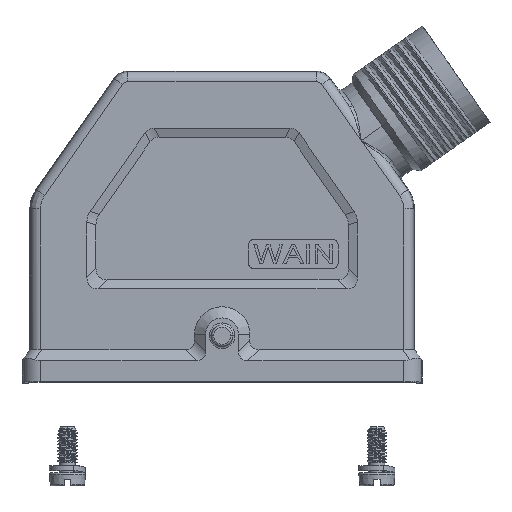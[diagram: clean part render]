
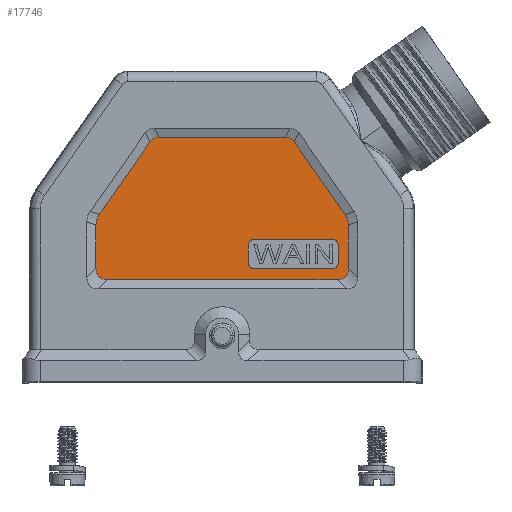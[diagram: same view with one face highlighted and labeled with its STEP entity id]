
A CAD part, top view. The second image highlights one B-rep face of the part: STEP entity #17746.
In plain terms, the highlighted planar face has unit normal (0, 0, 1).
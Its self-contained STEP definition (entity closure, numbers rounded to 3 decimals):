
#4334=DIRECTION('',(0.,-1.,0.));
#4335=VECTOR('',#4334,2.8);
#4336=CARTESIAN_POINT('',(33.,18.6,-0.75));
#4337=LINE('',#4336,#4335);
#4341=CARTESIAN_POINT('',(33.8,15.8,-0.75));
#4342=DIRECTION('',(0.,0.,1.));
#4343=DIRECTION('',(-1.,0.,0.));
#4344=AXIS2_PLACEMENT_3D('',#4341,#4342,#4343);
#4349=DIRECTION('',(1.,0.,0.));
#4350=VECTOR('',#4349,12.);
#4351=CARTESIAN_POINT('',(33.8,15.,-0.75));
#4352=LINE('',#4351,#4350);
#4356=CARTESIAN_POINT('',(45.8,15.8,-0.75));
#4357=DIRECTION('',(0.,0.,1.));
#4358=DIRECTION('',(0.,-1.,0.));
#4359=AXIS2_PLACEMENT_3D('',#4356,#4357,#4358);
#4364=DIRECTION('',(0.,1.,0.));
#4365=VECTOR('',#4364,2.8);
#4366=CARTESIAN_POINT('',(46.6,15.8,-0.75));
#4367=LINE('',#4366,#4365);
#4371=CARTESIAN_POINT('',(45.8,18.6,-0.75));
#4372=DIRECTION('',(0.,0.,1.));
#4373=DIRECTION('',(1.,0.,0.));
#4374=AXIS2_PLACEMENT_3D('',#4371,#4372,#4373);
#4379=DIRECTION('',(-1.,0.,0.));
#4380=VECTOR('',#4379,12.);
#4381=CARTESIAN_POINT('',(45.8,19.4,-0.75));
#4382=LINE('',#4381,#4380);
#4386=CARTESIAN_POINT('',(33.8,18.6,-0.75));
#4387=DIRECTION('',(0.,0.,1.));
#4388=DIRECTION('',(0.,1.,0.));
#4389=AXIS2_PLACEMENT_3D('',#4386,#4387,#4388);
#4394=CARTESIAN_POINT('',(9.836,15.005,-0.75));
#4395=CARTESIAN_POINT('',(9.836,14.435,-0.75));
#4396=CARTESIAN_POINT('',(10.134,13.593,-0.75));
#4397=CARTESIAN_POINT('',(10.976,13.295,-0.75));
#4398=CARTESIAN_POINT('',(11.546,13.295,-0.75));
#4403=CARTESIAN_POINT('',(10.331,23.239,-0.75));
#4404=CARTESIAN_POINT('',(10.001,22.768,-0.75));
#4405=CARTESIAN_POINT('',(9.836,22.245,-0.75));
#4406=CARTESIAN_POINT('',(9.836,21.67,-0.75));
#4411=DIRECTION('',(0.574,0.819,0.));
#4412=VECTOR('',#4411,13.422);
#4413=CARTESIAN_POINT('',(10.331,23.239,-0.75));
#4414=LINE('',#4413,#4412);
#4418=CARTESIAN_POINT('',(19.431,34.964,-0.75));
#4419=CARTESIAN_POINT('',(18.837,34.964,-0.75));
#4420=CARTESIAN_POINT('',(18.37,34.721,-0.75));
#4421=CARTESIAN_POINT('',(18.03,34.234,-0.75));
#4426=CARTESIAN_POINT('',(39.97,34.234,-0.75));
#4427=CARTESIAN_POINT('',(39.63,34.721,-0.75));
#4428=CARTESIAN_POINT('',(39.163,34.964,-0.75));
#4429=CARTESIAN_POINT('',(38.569,34.964,-0.75));
#4434=DIRECTION('',(0.574,-0.819,0.));
#4435=VECTOR('',#4434,13.422);
#4436=CARTESIAN_POINT('',(39.97,34.234,-0.75));
#4437=LINE('',#4436,#4435);
#4441=CARTESIAN_POINT('',(48.164,21.67,-0.75));
#4442=CARTESIAN_POINT('',(48.164,22.245,-0.75));
#4443=CARTESIAN_POINT('',(47.999,22.768,-0.75));
#4444=CARTESIAN_POINT('',(47.669,23.239,-0.75));
#4449=CARTESIAN_POINT('',(46.454,13.295,-0.75));
#4450=CARTESIAN_POINT('',(47.024,13.295,-0.75));
#4451=CARTESIAN_POINT('',(47.866,13.593,-0.75));
#4452=CARTESIAN_POINT('',(48.164,14.435,-0.75));
#4453=CARTESIAN_POINT('',(48.164,15.005,-0.75));
#5572=DIRECTION('',(1.,0.,0.));
#5573=VECTOR('',#5572,34.907);
#5574=CARTESIAN_POINT('',(11.546,13.295,-0.75));
#5575=LINE('',#5574,#5573);
#5609=DIRECTION('',(0.,1.,0.));
#5610=VECTOR('',#5609,6.665);
#5611=CARTESIAN_POINT('',(48.164,15.005,-0.75));
#5612=LINE('',#5611,#5610);
#5681=DIRECTION('',(-1.,0.,0.));
#5682=VECTOR('',#5681,19.139);
#5683=CARTESIAN_POINT('',(38.569,34.964,-0.75));
#5684=LINE('',#5683,#5682);
#5709=DIRECTION('',(0.,-1.,0.));
#5710=VECTOR('',#5709,6.665);
#5711=CARTESIAN_POINT('',(9.836,21.67,-0.75));
#5712=LINE('',#5711,#5710);
#12982=CARTESIAN_POINT('',(33.,18.6,-0.75));
#12983=CARTESIAN_POINT('',(33.,15.8,-0.75));
#12984=VERTEX_POINT('',#12982);
#12985=VERTEX_POINT('',#12983);
#12986=CARTESIAN_POINT('',(33.8,15.,-0.75));
#12987=CARTESIAN_POINT('',(45.8,15.,-0.75));
#12988=VERTEX_POINT('',#12986);
#12989=VERTEX_POINT('',#12987);
#12990=CARTESIAN_POINT('',(46.6,15.8,-0.75));
#12991=CARTESIAN_POINT('',(46.6,18.6,-0.75));
#12992=VERTEX_POINT('',#12990);
#12993=VERTEX_POINT('',#12991);
#12994=CARTESIAN_POINT('',(45.8,19.4,-0.75));
#12995=CARTESIAN_POINT('',(33.8,19.4,-0.75));
#12996=VERTEX_POINT('',#12994);
#12997=VERTEX_POINT('',#12995);
#13995=VERTEX_POINT('',#4394);
#13996=VERTEX_POINT('',#4398);
#14001=VERTEX_POINT('',#4449);
#14002=VERTEX_POINT('',#4453);
#14007=VERTEX_POINT('',#4418);
#14008=VERTEX_POINT('',#4421);
#14013=VERTEX_POINT('',#4426);
#14014=VERTEX_POINT('',#4429);
#14019=VERTEX_POINT('',#4403);
#14020=VERTEX_POINT('',#4406);
#14025=VERTEX_POINT('',#4441);
#14026=VERTEX_POINT('',#4444);
#17699=CARTESIAN_POINT('',(0.,0.,-0.75));
#17700=DIRECTION('',(0.,0.,1.));
#17701=DIRECTION('',(1.,0.,0.));
#17702=AXIS2_PLACEMENT_3D('',#17699,#17700,#17701);
#17703=PLANE('',#17702);
#17705=ORIENTED_EDGE('',*,*,#17704,.F.);
#17707=ORIENTED_EDGE('',*,*,#17706,.F.);
#17709=ORIENTED_EDGE('',*,*,#17708,.F.);
#17710=ORIENTED_EDGE('',*,*,#17677,.T.);
#17711=ORIENTED_EDGE('',*,*,#17690,.F.);
#17713=ORIENTED_EDGE('',*,*,#17712,.F.);
#17715=ORIENTED_EDGE('',*,*,#17714,.F.);
#17717=ORIENTED_EDGE('',*,*,#17716,.T.);
#17719=ORIENTED_EDGE('',*,*,#17718,.F.);
#17721=ORIENTED_EDGE('',*,*,#17720,.F.);
#17723=ORIENTED_EDGE('',*,*,#17722,.F.);
#17725=ORIENTED_EDGE('',*,*,#17724,.F.);
#17726=EDGE_LOOP('',(#17705,#17707,#17709,#17710,#17711,#17713,#17715,#17717,
#17719,#17721,#17723,#17725));
#17727=FACE_OUTER_BOUND('',#17726,.F.);
#17729=ORIENTED_EDGE('',*,*,#17728,.T.);
#17731=ORIENTED_EDGE('',*,*,#17730,.T.);
#17733=ORIENTED_EDGE('',*,*,#17732,.T.);
#17735=ORIENTED_EDGE('',*,*,#17734,.T.);
#17737=ORIENTED_EDGE('',*,*,#17736,.T.);
#17739=ORIENTED_EDGE('',*,*,#17738,.T.);
#17741=ORIENTED_EDGE('',*,*,#17740,.T.);
#17743=ORIENTED_EDGE('',*,*,#17742,.T.);
#17744=EDGE_LOOP('',(#17729,#17731,#17733,#17735,#17737,#17739,#17741,#17743));
#17745=FACE_BOUND('',#17744,.F.);
#4345=CIRCLE('',#4344,0.8);
#4360=CIRCLE('',#4359,0.8);
#4375=CIRCLE('',#4374,0.8);
#4390=CIRCLE('',#4389,0.8);
#4399=B_SPLINE_CURVE_WITH_KNOTS('',3,(#4394,#4395,#4396,#4397,#4398),
.UNSPECIFIED.,.F.,.F.,(4,1,4),(0.,0.5,1.),.UNSPECIFIED.);
#4407=B_SPLINE_CURVE_WITH_KNOTS('',3,(#4403,#4404,#4405,#4406),.UNSPECIFIED.,
.F.,.F.,(4,4),(0.,1.),.UNSPECIFIED.);
#4422=B_SPLINE_CURVE_WITH_KNOTS('',3,(#4418,#4419,#4420,#4421),.UNSPECIFIED.,
.F.,.F.,(4,4),(0.,1.),.UNSPECIFIED.);
#4430=B_SPLINE_CURVE_WITH_KNOTS('',3,(#4426,#4427,#4428,#4429),.UNSPECIFIED.,
.F.,.F.,(4,4),(0.,1.),.UNSPECIFIED.);
#4445=B_SPLINE_CURVE_WITH_KNOTS('',3,(#4441,#4442,#4443,#4444),.UNSPECIFIED.,
.F.,.F.,(4,4),(0.,1.),.UNSPECIFIED.);
#4454=B_SPLINE_CURVE_WITH_KNOTS('',3,(#4449,#4450,#4451,#4452,#4453),
.UNSPECIFIED.,.F.,.F.,(4,1,4),(0.,0.5,1.),.UNSPECIFIED.);
#17677=EDGE_CURVE('',#14019,#14008,#4414,.T.);
#17690=EDGE_CURVE('',#14007,#14008,#4422,.T.);
#17704=EDGE_CURVE('',#13995,#13996,#4399,.T.);
#17706=EDGE_CURVE('',#14020,#13995,#5712,.T.);
#17708=EDGE_CURVE('',#14019,#14020,#4407,.T.);
#17712=EDGE_CURVE('',#14014,#14007,#5684,.T.);
#17714=EDGE_CURVE('',#14013,#14014,#4430,.T.);
#17716=EDGE_CURVE('',#14013,#14026,#4437,.T.);
#17718=EDGE_CURVE('',#14025,#14026,#4445,.T.);
#17720=EDGE_CURVE('',#14002,#14025,#5612,.T.);
#17722=EDGE_CURVE('',#14001,#14002,#4454,.T.);
#17724=EDGE_CURVE('',#13996,#14001,#5575,.T.);
#17728=EDGE_CURVE('',#12984,#12985,#4337,.T.);
#17730=EDGE_CURVE('',#12985,#12988,#4345,.T.);
#17732=EDGE_CURVE('',#12988,#12989,#4352,.T.);
#17734=EDGE_CURVE('',#12989,#12992,#4360,.T.);
#17736=EDGE_CURVE('',#12992,#12993,#4367,.T.);
#17738=EDGE_CURVE('',#12993,#12996,#4375,.T.);
#17740=EDGE_CURVE('',#12996,#12997,#4382,.T.);
#17742=EDGE_CURVE('',#12997,#12984,#4390,.T.);
#17746=ADVANCED_FACE('',(#17727,#17745),#17703,.T.);
